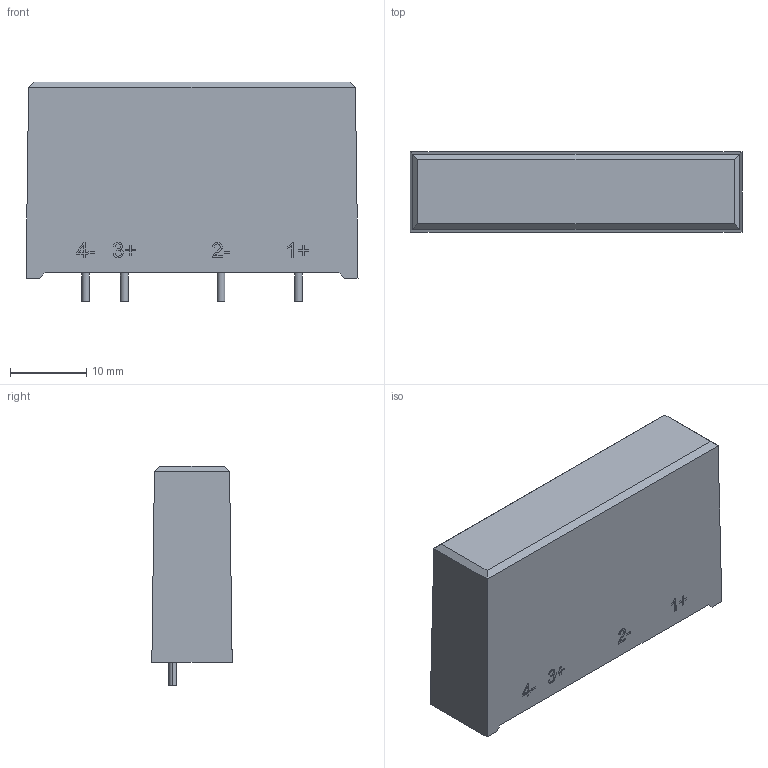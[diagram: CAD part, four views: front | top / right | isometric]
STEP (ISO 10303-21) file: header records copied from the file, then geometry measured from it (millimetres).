
FILE_DESCRIPTION((''),'2;1');
FILE_NAME('SKD10306.stp','2011-10-24T11:43:15',(''),(''),'Mechanical Desktop 2011','Mechanical Desktop 2011',', , ');
FILE_SCHEMA(('AUTOMOTIVE_DESIGN { 1 2 10303 214 1 1 1 1 }'));
Length unit declared in the file: millimetre
Products named in the file (1): Product
Bounding box: 43.6 x 10.55 x 28.85 mm (x, y, z)
Volume: 11057.2 mm3; surface area: 3612.5 mm2
Topology: 13 solids, 13 shells, 389 faces, 1058 edges, 704 vertices
Faces by surface type: plane 377, cylinder 8, bspline 4
Entity records: 12067 total; most frequent: CARTESIAN_POINT 2164, ORIENTED_EDGE 2116, DIRECTION 1846, EDGE_CURVE 1058, VECTOR 1042, LINE 1042, VERTEX_POINT 704, AXIS2_PLACEMENT_3D 402
